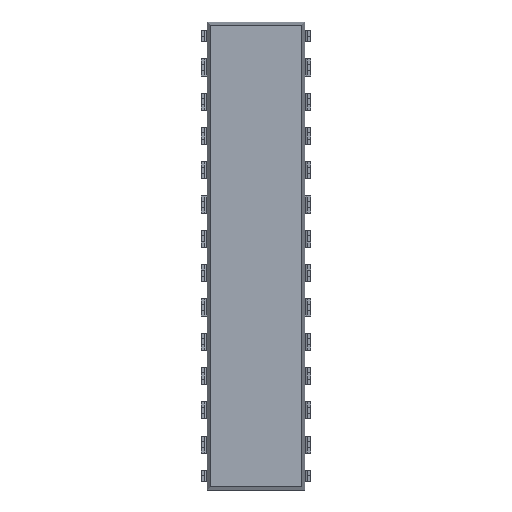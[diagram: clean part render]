
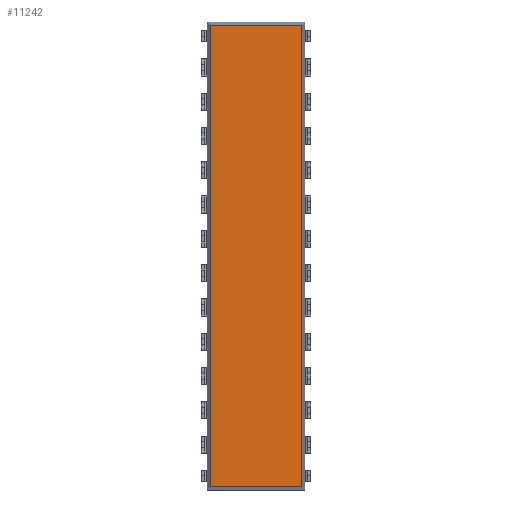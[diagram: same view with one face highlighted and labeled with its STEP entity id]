
A CAD part, front view. The second image highlights one B-rep face of the part: STEP entity #11242.
In plain terms, the highlighted planar face has unit normal (0, -1, 0).
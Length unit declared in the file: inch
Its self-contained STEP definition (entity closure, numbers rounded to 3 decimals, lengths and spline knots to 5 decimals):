
#751 = DIRECTION ( 'NONE',  ( 0., 0., -1. ) ) ;
#877 = FACE_OUTER_BOUND ( 'NONE', #1572, .T. ) ;
#1175 = EDGE_CURVE ( 'NONE', #3133, #5702, #6632, .T. ) ;
#1199 = CARTESIAN_POINT ( 'NONE',  ( 0.13328, 0.05, 0.67328 ) ) ;
#1398 = ORIENTED_EDGE ( 'NONE', *, *, #1175, .T. ) ;
#1437 = CARTESIAN_POINT ( 'NONE',  ( -0.13328, 0.05, 0.67328 ) ) ;
#1572 = EDGE_LOOP ( 'NONE', ( #1398, #6583, #5043, #4849 ) ) ;
#1579 = CARTESIAN_POINT ( 'NONE',  ( 0.13328, 0.05, 0. ) ) ;
#2055 = EDGE_CURVE ( 'NONE', #12631, #3133, #2720, .T. ) ;
#2148 = DIRECTION ( 'NONE',  ( 1., 0., 0. ) ) ;
#2504 = VECTOR ( 'NONE', #751, 39.37008 ) ;
#2720 = LINE ( 'NONE', #8579, #9768 ) ;
#3133 = VERTEX_POINT ( 'NONE', #1437 ) ;
#4812 = CARTESIAN_POINT ( 'NONE',  ( 0., 0.05, 0. ) ) ;
#4849 = ORIENTED_EDGE ( 'NONE', *, *, #2055, .T. ) ;
#4927 = VECTOR ( 'NONE', #2148, 39.37008 ) ;
#5043 = ORIENTED_EDGE ( 'NONE', *, *, #7358, .T. ) ;
#5702 = VERTEX_POINT ( 'NONE', #8737 ) ;
#6126 = CARTESIAN_POINT ( 'NONE',  ( 0.13328, 0.05, -0.67328 ) ) ;
#6442 = LINE ( 'NONE', #1579, #8951 ) ;
#6583 = ORIENTED_EDGE ( 'NONE', *, *, #6944, .T. ) ;
#6632 = LINE ( 'NONE', #7514, #2504 ) ;
#6923 = LINE ( 'NONE', #10924, #4927 ) ;
#6944 = EDGE_CURVE ( 'NONE', #5702, #9303, #6923, .T. ) ;
#7192 = DIRECTION ( 'NONE',  ( 0., 0., 1. ) ) ;
#7358 = EDGE_CURVE ( 'NONE', #9303, #12631, #6442, .T. ) ;
#7514 = CARTESIAN_POINT ( 'NONE',  ( -0.13328, 0.05, 0. ) ) ;
#7709 = DIRECTION ( 'NONE',  ( 0., 0., -1. ) ) ;
#8046 = AXIS2_PLACEMENT_3D ( 'NONE', #4812, #12562, #7709 ) ;
#8579 = CARTESIAN_POINT ( 'NONE',  ( 0., 0.05, 0.67328 ) ) ;
#8737 = CARTESIAN_POINT ( 'NONE',  ( -0.13328, 0.05, -0.67328 ) ) ;
#8951 = VECTOR ( 'NONE', #7192, 39.37008 ) ;
#9303 = VERTEX_POINT ( 'NONE', #6126 ) ;
#9768 = VECTOR ( 'NONE', #10491, 39.37008 ) ;
#10463 = PLANE ( 'NONE',  #8046 ) ;
#10491 = DIRECTION ( 'NONE',  ( -1., 0., 0. ) ) ;
#10924 = CARTESIAN_POINT ( 'NONE',  ( 0., 0.05, -0.67328 ) ) ;
#11242 = ADVANCED_FACE ( 'NONE', ( #877 ), #10463, .T. ) ;
#12562 = DIRECTION ( 'NONE',  ( 0., -1., 0. ) ) ;
#12631 = VERTEX_POINT ( 'NONE', #1199 ) ;
